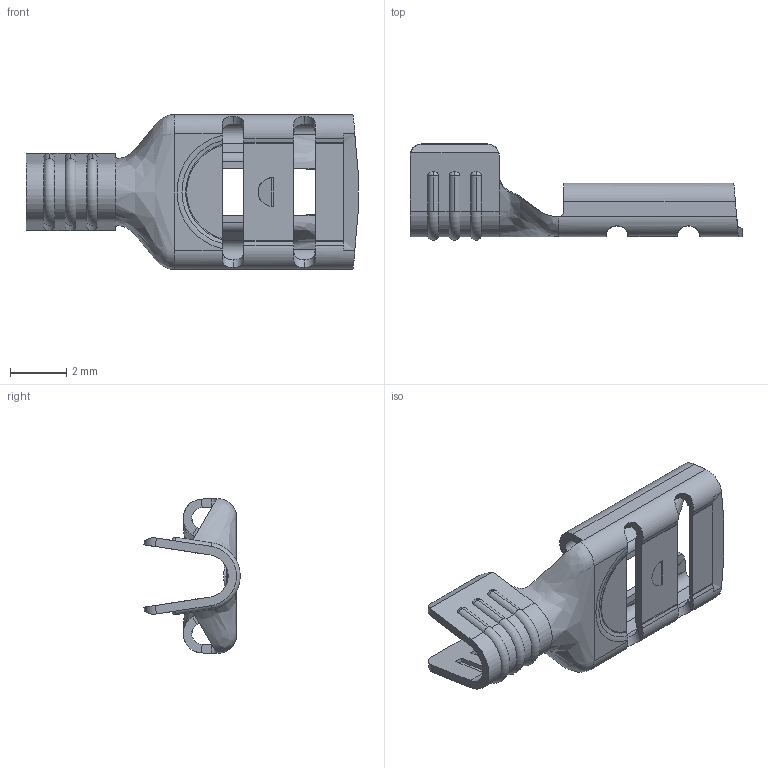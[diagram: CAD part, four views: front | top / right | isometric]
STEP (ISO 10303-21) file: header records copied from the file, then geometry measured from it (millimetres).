
FILE_DESCRIPTION (( 'STEP AP203' ), '1' );
FILE_NAME ('07338.STEP', '2015-01-28T15:25:56', ( '' ), ( '' ), 'SwSTEP 2.0', 'SolidWorks 2014', '' );
FILE_SCHEMA (( 'CONFIG_CONTROL_DESIGN' ));
Length unit declared in the file: inch
Products named in the file (1): 07338
Bounding box: 11.81 x 3.42 x 5.51 mm (x, y, z)
Volume: 29.8 mm3; surface area: 227.1 mm2
Topology: 1 solids, 1 shells, 228 faces, 608 edges, 378 vertices
Faces by surface type: plane 101, cylinder 62, bspline 28, torus 19, cone 18
Entity records: 8614 total; most frequent: CARTESIAN_POINT 3176, ORIENTED_EDGE 1212, DIRECTION 998, EDGE_CURVE 606, VERTEX_POINT 378, AXIS2_PLACEMENT_3D 338, VECTOR 322, LINE 322
